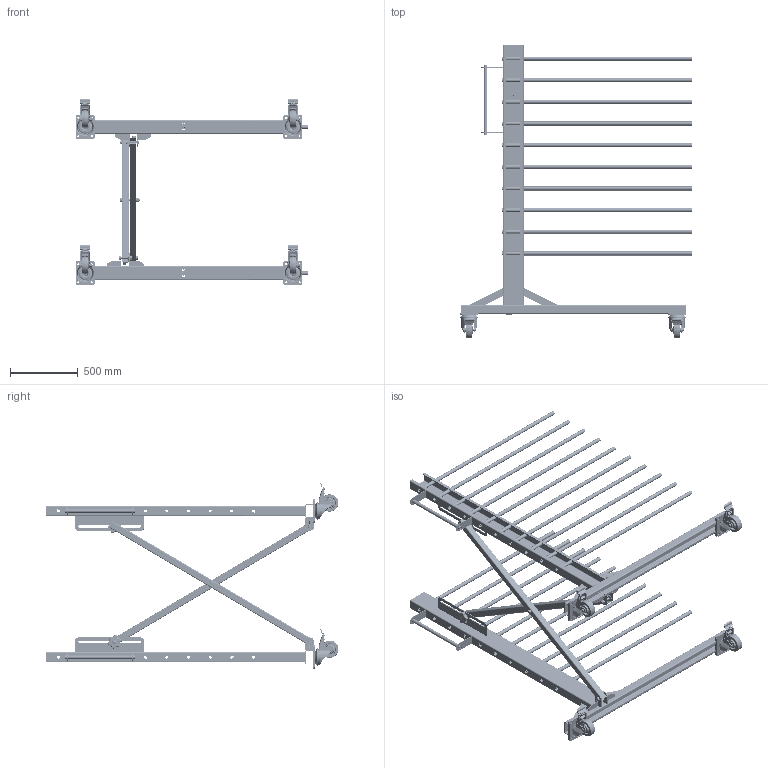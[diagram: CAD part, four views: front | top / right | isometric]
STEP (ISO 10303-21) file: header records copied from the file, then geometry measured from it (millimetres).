
FILE_DESCRIPTION(('FreeCAD Model'),'2;1');
FILE_NAME('Open CASCADE Shape Model','2025-05-04T17:43:51',('FreeCAD'),( 'FreeCAD'),'Open CASCADE STEP processor 7.6','FreeCAD','Unknown');
FILE_SCHEMA(('AUTOMOTIVE_DESIGN { 1 0 10303 214 1 1 1 1 }'));
Products named in the file (1): Open CASCADE STEP translator 7.6 1
Bounding box: 1722.8 x 2165.31 x 1380.21 mm (x, y, z)
Volume: 24599369 mm3; surface area: 16914023.7 mm2
Topology: 422 solids, 422 shells, 8940 faces, 22198 edges, 13324 vertices
Faces by surface type: bspline 8940
Entity records: 304913 total; most frequent: CARTESIAN_POINT 183057, ORIENTED_EDGE 42444, EDGE_CURVE 21222, VERTEX_POINT 13324, B_SPLINE_CURVE_WITH_KNOTS 11902, FACE_BOUND 9774, EDGE_LOOP 9774, ADVANCED_FACE 8940
